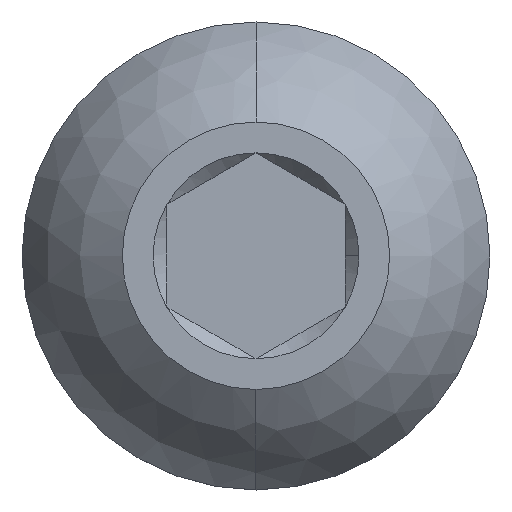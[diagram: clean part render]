
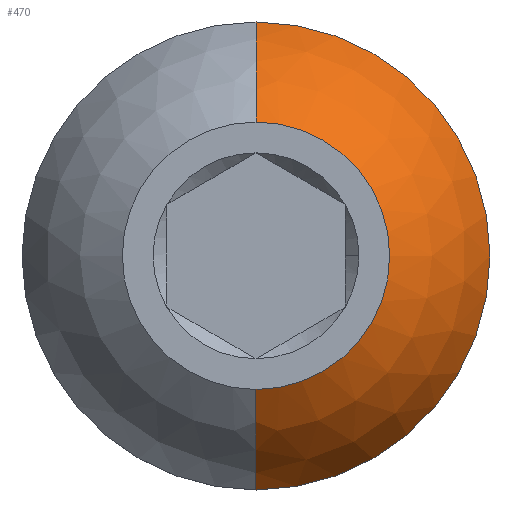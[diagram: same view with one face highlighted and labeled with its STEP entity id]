
A CAD part, top view. The second image highlights one B-rep face of the part: STEP entity #470.
In plain terms, the highlighted spherical face has radius 11.171 mm.
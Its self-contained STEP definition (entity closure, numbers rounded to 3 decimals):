
#18 = DIRECTION ( 'NONE',  ( 0., -1., 0. ) ) ;
#58 = VERTEX_POINT ( 'NONE', #80 ) ;
#80 = CARTESIAN_POINT ( 'NONE',  ( 0., 6., 23.3 ) ) ;
#84 = DIRECTION ( 'NONE',  ( 0., 0., -1. ) ) ;
#111 = CARTESIAN_POINT ( 'NONE',  ( 0., 0., 13.877 ) ) ;
#112 = VERTEX_POINT ( 'NONE', #327 ) ;
#118 = ORIENTED_EDGE ( 'NONE', *, *, #452, .T. ) ;
#132 = DIRECTION ( 'NONE',  ( 0., 0., 1. ) ) ;
#154 = CIRCLE ( 'NONE', #365, 11.171 ) ;
#185 = CIRCLE ( 'NONE', #287, 11.171 ) ;
#212 = EDGE_CURVE ( 'NONE', #806, #58, #154, .T. ) ;
#229 = EDGE_CURVE ( 'NONE', #112, #58, #318, .T. ) ;
#234 = CARTESIAN_POINT ( 'NONE',  ( 0., 0., 13.877 ) ) ;
#240 = AXIS2_PLACEMENT_3D ( 'NONE', #525, #84, #583 ) ;
#269 = SPHERICAL_SURFACE ( 'NONE', #240, 11.171 ) ;
#285 = DIRECTION ( 'NONE',  ( 0., 0., 1. ) ) ;
#286 = CIRCLE ( 'NONE', #591, 10.5 ) ;
#287 = AXIS2_PLACEMENT_3D ( 'NONE', #234, #427, #675 ) ;
#318 = CIRCLE ( 'NONE', #556, 6. ) ;
#327 = CARTESIAN_POINT ( 'NONE',  ( 0., -6., 23.3 ) ) ;
#365 = AXIS2_PLACEMENT_3D ( 'NONE', #111, #593, #551 ) ;
#415 = ORIENTED_EDGE ( 'NONE', *, *, #212, .T. ) ;
#427 = DIRECTION ( 'NONE',  ( -1., 0., 0. ) ) ;
#452 = EDGE_CURVE ( 'NONE', #477, #806, #286, .T. ) ;
#454 = FACE_OUTER_BOUND ( 'NONE', #464, .T. ) ;
#462 = CARTESIAN_POINT ( 'NONE',  ( 0., 0., 17.69 ) ) ;
#464 = EDGE_LOOP ( 'NONE', ( #585, #118, #415, #733 ) ) ;
#470 = ADVANCED_FACE ( 'NONE', ( #454 ), #269, .T. ) ;
#477 = VERTEX_POINT ( 'NONE', #751 ) ;
#525 = CARTESIAN_POINT ( 'NONE',  ( 0., 0., 13.877 ) ) ;
#544 = DIRECTION ( 'NONE',  ( 0., -1., 0. ) ) ;
#551 = DIRECTION ( 'NONE',  ( 0., 0., -1. ) ) ;
#556 = AXIS2_PLACEMENT_3D ( 'NONE', #605, #285, #544 ) ;
#583 = DIRECTION ( 'NONE',  ( 0., 1., 0. ) ) ;
#585 = ORIENTED_EDGE ( 'NONE', *, *, #765, .F. ) ;
#591 = AXIS2_PLACEMENT_3D ( 'NONE', #462, #132, #18 ) ;
#593 = DIRECTION ( 'NONE',  ( 1., 0., 0. ) ) ;
#605 = CARTESIAN_POINT ( 'NONE',  ( 0., 0., 23.3 ) ) ;
#675 = DIRECTION ( 'NONE',  ( 0., -1., 0. ) ) ;
#691 = CARTESIAN_POINT ( 'NONE',  ( 0., 10.5, 17.69 ) ) ;
#733 = ORIENTED_EDGE ( 'NONE', *, *, #229, .F. ) ;
#751 = CARTESIAN_POINT ( 'NONE',  ( 0., -10.5, 17.69 ) ) ;
#765 = EDGE_CURVE ( 'NONE', #477, #112, #185, .T. ) ;
#806 = VERTEX_POINT ( 'NONE', #691 ) ;
